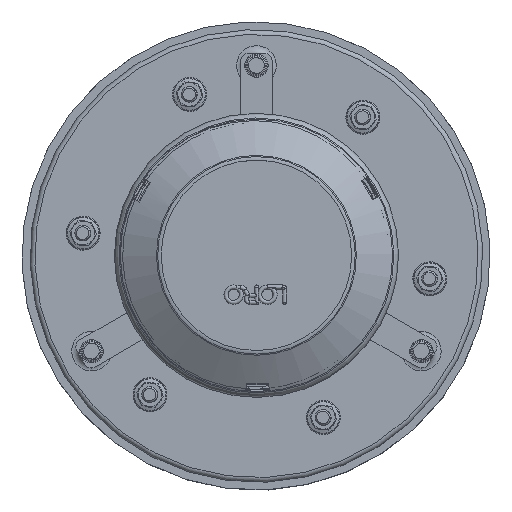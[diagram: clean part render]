
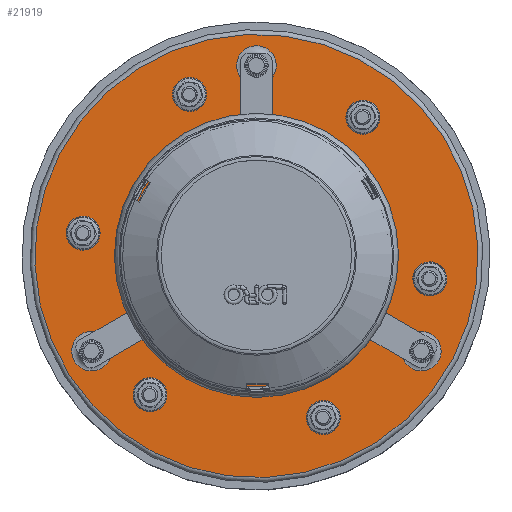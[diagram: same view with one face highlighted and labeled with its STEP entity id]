
A CAD part, top view. The second image highlights one B-rep face of the part: STEP entity #21919.
In plain terms, the highlighted planar face has unit normal (0, 0, 1).
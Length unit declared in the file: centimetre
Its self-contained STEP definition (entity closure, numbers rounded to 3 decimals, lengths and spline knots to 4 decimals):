
#4243=FACE_BOUND('',#6348,.T.);
#4244=FACE_BOUND('',#6349,.T.);
#4245=FACE_BOUND('',#6350,.T.);
#4246=FACE_BOUND('',#6351,.T.);
#4247=FACE_BOUND('',#6352,.T.);
#4248=FACE_BOUND('',#6353,.T.);
#4249=FACE_BOUND('',#6354,.T.);
#4250=FACE_BOUND('',#6355,.T.);
#4251=FACE_BOUND('',#6356,.T.);
#4252=FACE_BOUND('',#6357,.T.);
#4908=FACE_OUTER_BOUND('',#6347,.T.);
#6347=EDGE_LOOP('',(#16263));
#6348=EDGE_LOOP('',(#16264));
#6349=EDGE_LOOP('',(#16265));
#6350=EDGE_LOOP('',(#16266));
#6351=EDGE_LOOP('',(#16267));
#6352=EDGE_LOOP('',(#16268));
#6353=EDGE_LOOP('',(#16269));
#6354=EDGE_LOOP('',(#16270));
#6355=EDGE_LOOP('',(#16271));
#6356=EDGE_LOOP('',(#16272));
#6357=EDGE_LOOP('',(#16273));
#7979=CIRCLE('',#23843,12.6615);
#7981=CIRCLE('',#23846,142.);
#7982=CIRCLE('',#23847,12.6615);
#7983=CIRCLE('',#23848,82.);
#7984=CIRCLE('',#23849,8.);
#7985=CIRCLE('',#23850,8.);
#7986=CIRCLE('',#23851,8.);
#7987=CIRCLE('',#23852,8.);
#7988=CIRCLE('',#23853,8.);
#7989=CIRCLE('',#23854,8.);
#7990=CIRCLE('',#23855,12.6615);
#9556=VERTEX_POINT('',#35705);
#9557=VERTEX_POINT('',#35710);
#9558=VERTEX_POINT('',#35712);
#9559=VERTEX_POINT('',#35714);
#9560=VERTEX_POINT('',#35716);
#9561=VERTEX_POINT('',#35718);
#9562=VERTEX_POINT('',#35720);
#9563=VERTEX_POINT('',#35722);
#9564=VERTEX_POINT('',#35724);
#9565=VERTEX_POINT('',#35726);
#9566=VERTEX_POINT('',#35728);
#11986=EDGE_CURVE('',#9556,#9556,#7979,.T.);
#11988=EDGE_CURVE('',#9557,#9557,#7981,.T.);
#11989=EDGE_CURVE('',#9558,#9558,#7982,.T.);
#11990=EDGE_CURVE('',#9559,#9559,#7983,.T.);
#11991=EDGE_CURVE('',#9560,#9560,#7984,.T.);
#11992=EDGE_CURVE('',#9561,#9561,#7985,.T.);
#11993=EDGE_CURVE('',#9562,#9562,#7986,.T.);
#11994=EDGE_CURVE('',#9563,#9563,#7987,.T.);
#11995=EDGE_CURVE('',#9564,#9564,#7988,.T.);
#11996=EDGE_CURVE('',#9565,#9565,#7989,.T.);
#11997=EDGE_CURVE('',#9566,#9566,#7990,.T.);
#16263=ORIENTED_EDGE('',*,*,#11988,.F.);
#16264=ORIENTED_EDGE('',*,*,#11989,.F.);
#16265=ORIENTED_EDGE('',*,*,#11990,.T.);
#16266=ORIENTED_EDGE('',*,*,#11991,.T.);
#16267=ORIENTED_EDGE('',*,*,#11992,.T.);
#16268=ORIENTED_EDGE('',*,*,#11993,.T.);
#16269=ORIENTED_EDGE('',*,*,#11994,.T.);
#16270=ORIENTED_EDGE('',*,*,#11995,.T.);
#16271=ORIENTED_EDGE('',*,*,#11996,.T.);
#16272=ORIENTED_EDGE('',*,*,#11997,.F.);
#16273=ORIENTED_EDGE('',*,*,#11986,.F.);
#20980=PLANE('',#23845);
#21919=ADVANCED_FACE('',(#4908,#4243,#4244,#4245,#4246,#4247,#4248,#4249,
#4250,#4251,#4252),#20980,.T.);
#23843=AXIS2_PLACEMENT_3D('',#35707,#28019,#28020);
#23845=AXIS2_PLACEMENT_3D('',#35709,#28023,#28024);
#23846=AXIS2_PLACEMENT_3D('',#35711,#28025,#28026);
#23847=AXIS2_PLACEMENT_3D('',#35713,#28027,#28028);
#23848=AXIS2_PLACEMENT_3D('',#35715,#28029,#28030);
#23849=AXIS2_PLACEMENT_3D('',#35717,#28031,#28032);
#23850=AXIS2_PLACEMENT_3D('',#35719,#28033,#28034);
#23851=AXIS2_PLACEMENT_3D('',#35721,#28035,#28036);
#23852=AXIS2_PLACEMENT_3D('',#35723,#28037,#28038);
#23853=AXIS2_PLACEMENT_3D('',#35725,#28039,#28040);
#23854=AXIS2_PLACEMENT_3D('',#35727,#28041,#28042);
#23855=AXIS2_PLACEMENT_3D('',#35729,#28043,#28044);
#28019=DIRECTION('center_axis',(0.,0.,1.));
#28020=DIRECTION('ref_axis',(-0.609,0.793,0.));
#28023=DIRECTION('center_axis',(0.,0.,1.));
#28024=DIRECTION('ref_axis',(0.,-1.,0.));
#28025=DIRECTION('center_axis',(0.,0.,-1.));
#28026=DIRECTION('ref_axis',(1.,0.,0.));
#28027=DIRECTION('center_axis',(0.,0.,1.));
#28028=DIRECTION('ref_axis',(-0.383,-0.924,0.));
#28029=DIRECTION('center_axis',(0.,0.,-1.));
#28030=DIRECTION('ref_axis',(1.,0.,0.));
#28031=DIRECTION('center_axis',(0.,0.,-1.));
#28032=DIRECTION('ref_axis',(-1.,0.,0.));
#28033=DIRECTION('center_axis',(0.,0.,-1.));
#28034=DIRECTION('ref_axis',(-1.,0.,0.));
#28035=DIRECTION('center_axis',(0.,0.,-1.));
#28036=DIRECTION('ref_axis',(-1.,0.,0.));
#28037=DIRECTION('center_axis',(0.,0.,-1.));
#28038=DIRECTION('ref_axis',(-1.,0.,0.));
#28039=DIRECTION('center_axis',(0.,0.,-1.));
#28040=DIRECTION('ref_axis',(1.,0.,0.));
#28041=DIRECTION('center_axis',(0.,0.,-1.));
#28042=DIRECTION('ref_axis',(-1.,0.,0.));
#28043=DIRECTION('center_axis',(0.,0.,1.));
#28044=DIRECTION('ref_axis',(0.991,0.131,0.));
#35705=CARTESIAN_POINT('',(3394.4351,2801.9356,6.));
#35707=CARTESIAN_POINT('Origin',(3394.4351,2814.5971,6.));
#35709=CARTESIAN_POINT('Origin',(3349.2242,2888.866,6.));
#35710=CARTESIAN_POINT('',(3491.2242,2746.866,6.));
#35711=CARTESIAN_POINT('Origin',(3491.2242,2888.866,6.));
#35712=CARTESIAN_POINT('',(3603.9375,2829.5171,6.));
#35713=CARTESIAN_POINT('Origin',(3603.9375,2842.1786,6.));
#35714=CARTESIAN_POINT('',(3491.2242,2806.866,6.));
#35715=CARTESIAN_POINT('Origin',(3491.2242,2888.866,6.));
#35716=CARTESIAN_POINT('',(3555.2242,2985.8609,6.));
#35717=CARTESIAN_POINT('Origin',(3547.2242,2985.8609,6.));
#35718=CARTESIAN_POINT('',(3443.2242,2985.8609,6.));
#35719=CARTESIAN_POINT('Origin',(3435.2242,2985.8609,6.));
#35720=CARTESIAN_POINT('',(3555.2242,2791.8712,6.));
#35721=CARTESIAN_POINT('Origin',(3547.2242,2791.8712,6.));
#35722=CARTESIAN_POINT('',(3443.2242,2791.8712,6.));
#35723=CARTESIAN_POINT('Origin',(3435.2242,2791.8712,6.));
#35724=CARTESIAN_POINT('',(3371.2242,2888.866,6.));
#35725=CARTESIAN_POINT('Origin',(3379.2242,2888.866,6.));
#35726=CARTESIAN_POINT('',(3611.2242,2888.866,6.));
#35727=CARTESIAN_POINT('Origin',(3603.2242,2888.866,6.));
#35728=CARTESIAN_POINT('',(3475.3,2997.1608,6.));
#35729=CARTESIAN_POINT('Origin',(3475.3,3009.8223,6.));
